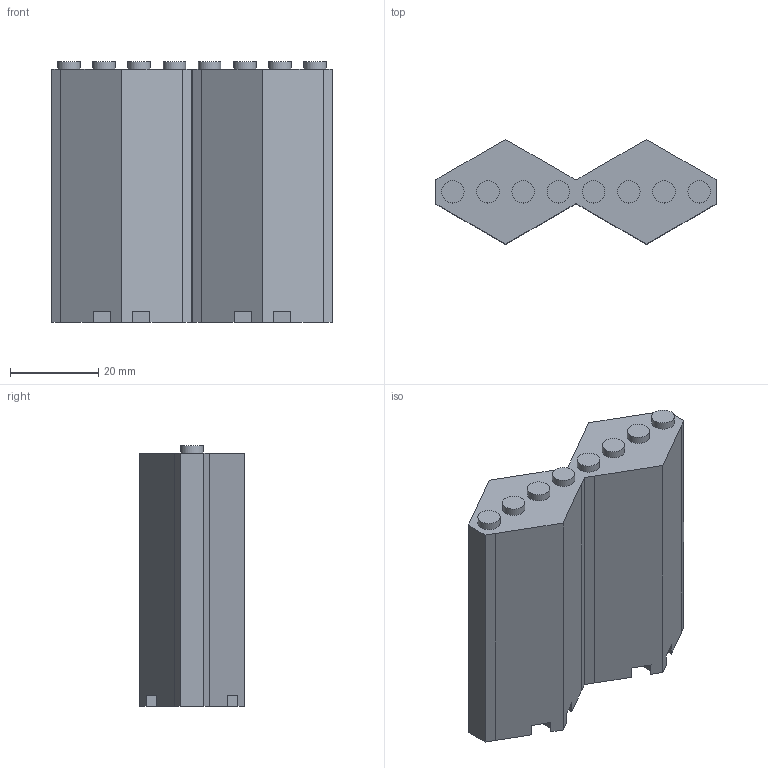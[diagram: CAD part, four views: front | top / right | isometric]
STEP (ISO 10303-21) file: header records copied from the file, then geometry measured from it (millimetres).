
FILE_DESCRIPTION(/* description */ (''),/* implementation_level */ '2;1');
FILE_NAME(/* name */ 'mallFacade.step',/* time_stamp */ '2026-02-14T13:26:10+07:00',/* author */ (''),/* organization */ (''),/* preprocessor_version */ 'ST-DEVELOPER v20.1',/* originating_system */ 'Autodesk Translation Framework v14.21.0.0',/* authorisation */ '');
FILE_SCHEMA (('AUTOMOTIVE_DESIGN { 1 0 10303 214 3 1 1 }'));
Length unit declared in the file: millimetre
Products named in the file (1): mallFacade96x6
Bounding box: 63.8 x 23.8 x 59.3 mm (x, y, z)
Volume: 52998.6 mm3; surface area: 11781.4 mm2
Topology: 1 solids, 1 shells, 118 faces, 300 edges, 200 vertices
Faces by surface type: plane 110, cylinder 8
Full cylindrical faces by diameter (mm): 5.101 x8
Entity records: 3533 total; most frequent: CARTESIAN_POINT 619, ORIENTED_EDGE 600, DIRECTION 554, EDGE_CURVE 300, LINE 284, VECTOR 284, VERTEX_POINT 200, AXIS2_PLACEMENT_3D 135
